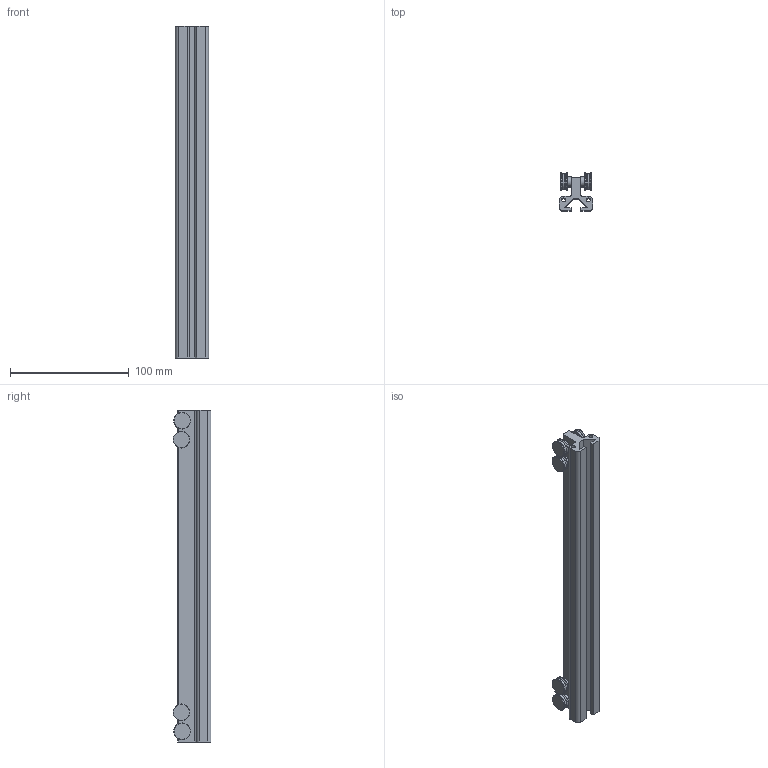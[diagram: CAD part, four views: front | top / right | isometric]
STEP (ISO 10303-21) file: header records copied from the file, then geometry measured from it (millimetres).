
FILE_DESCRIPTION((''),'2;1');
FILE_NAME('SL9010N.ipt.step','2007-09-10T15:15:04',(''),(''),'Autodesk Inventor 11','Autodesk Inventor 11','');
FILE_SCHEMA(('AUTOMOTIVE_DESIGN { 1 0 10303 214 1 1 1 1 }'));
Length unit declared in the file: millimetre
Products named in the file (1): SL9010N
Bounding box: 28 x 31.95 x 280 mm (x, y, z)
Volume: 96738.3 mm3; surface area: 50066.1 mm2
Topology: 1 solids, 1 shells, 148 faces, 320 edges, 182 vertices
Faces by surface type: plane 42, cylinder 41, bspline 33, torus 32
Full cylindrical faces by diameter (mm): 3.3 x1, 8 x8, 12.58 x8, 14.1 x16
Entity records: 4696 total; most frequent: CARTESIAN_POINT 1958, DIRECTION 584, ORIENTED_EDGE 424, EDGE_LOOP 258, AXIS2_PLACEMENT_3D 256, EDGE_CURVE 212, VERTEX_POINT 172, FACE_OUTER_BOUND 148
